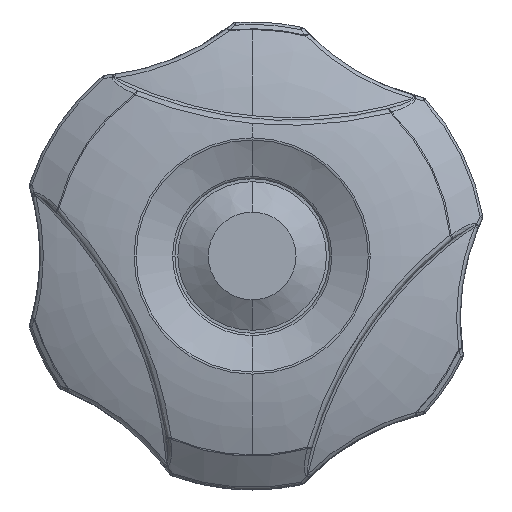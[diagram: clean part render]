
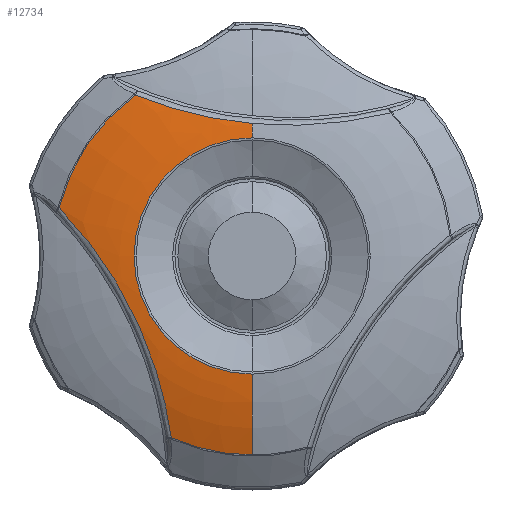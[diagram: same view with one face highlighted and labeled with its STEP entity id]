
A CAD part, left-side view. The second image highlights one B-rep face of the part: STEP entity #12734.
In plain terms, the highlighted toroidal (fillet/blend) face has major radius 6.511 mm and minor radius 30.6 mm.
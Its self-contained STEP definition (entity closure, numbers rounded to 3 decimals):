
#184 = DIRECTION ( 'NONE',  ( 0., -1., 0. ) ) ;
#426 = CARTESIAN_POINT ( 'NONE',  ( -21.593, 0., 0. ) ) ;
#459 = CARTESIAN_POINT ( 'NONE',  ( -19.949, 0., -17.001 ) ) ;
#768 = CARTESIAN_POINT ( 'NONE',  ( -20.997, 13.518, 0.62 ) ) ;
#864 = CARTESIAN_POINT ( 'NONE',  ( -21.405, 10.996, -3.279 ) ) ;
#1115 = VERTEX_POINT ( 'NONE', #13720 ) ;
#1140 = CARTESIAN_POINT ( 'NONE',  ( -21.377, 1.728, 11.512 ) ) ;
#1294 = DIRECTION ( 'NONE',  ( 0., 0., -1. ) ) ;
#1646 = CARTESIAN_POINT ( 'NONE',  ( 8.796, 0., 6.511 ) ) ;
#1702 = AXIS2_PLACEMENT_3D ( 'NONE', #17947, #4369, #1889 ) ;
#1776 = VERTEX_POINT ( 'NONE', #12196 ) ;
#1889 = DIRECTION ( 'NONE',  ( 0., 0., 1. ) ) ;
#2251 = ORIENTED_EDGE ( 'NONE', *, *, #11690, .T. ) ;
#2324 = CARTESIAN_POINT ( 'NONE',  ( -21.429, 10.555, -4.096 ) ) ;
#2481 = AXIS2_PLACEMENT_3D ( 'NONE', #426, #9267, #4733 ) ;
#2564 = CARTESIAN_POINT ( 'NONE',  ( -21.424, 0., 11.318 ) ) ;
#2565 = ORIENTED_EDGE ( 'NONE', *, *, #8965, .T. ) ;
#2661 = CARTESIAN_POINT ( 'NONE',  ( -20.429, 8.417, 13.15 ) ) ;
#2884 = CARTESIAN_POINT ( 'NONE',  ( -21.593, 0., 10.093 ) ) ;
#2917 = VERTEX_POINT ( 'NONE', #2884 ) ;
#2977 = DIRECTION ( 'NONE',  ( 1., 0., 0. ) ) ;
#3090 = EDGE_CURVE ( 'NONE', #14784, #3282, #5748, .T. ) ;
#3282 = VERTEX_POINT ( 'NONE', #7170 ) ;
#3523 = CARTESIAN_POINT ( 'NONE',  ( -19.949, 0., 0. ) ) ;
#3612 = VERTEX_POINT ( 'NONE', #12879 ) ;
#3983 = EDGE_CURVE ( 'NONE', #18329, #5903, #8233, .T. ) ;
#4369 = DIRECTION ( 'NONE',  ( -1., 0., 0. ) ) ;
#4733 = DIRECTION ( 'NONE',  ( 0., -1., 0. ) ) ;
#4785 = CARTESIAN_POINT ( 'NONE',  ( -20.229, 15.869, 3.464 ) ) ;
#4924 = CIRCLE ( 'NONE', #15694, 30.6 ) ;
#5019 = CARTESIAN_POINT ( 'NONE',  ( -19.949, 0., 0. ) ) ;
#5410 = ORIENTED_EDGE ( 'NONE', *, *, #7316, .F. ) ;
#5412 = AXIS2_PLACEMENT_3D ( 'NONE', #11718, #7125, #15873 ) ;
#5748 = CIRCLE ( 'NONE', #5412, 10.093 ) ;
#5811 = EDGE_CURVE ( 'NONE', #1776, #1115, #9676, .T. ) ;
#5838 = ORIENTED_EDGE ( 'NONE', *, *, #3983, .F. ) ;
#5903 = VERTEX_POINT ( 'NONE', #8409 ) ;
#5960 = CARTESIAN_POINT ( 'NONE',  ( -21.593, 0., -10.093 ) ) ;
#6440 = DIRECTION ( 'NONE',  ( 1., 0., 0. ) ) ;
#6572 = ORIENTED_EDGE ( 'NONE', *, *, #18161, .T. ) ;
#6748 = CARTESIAN_POINT ( 'NONE',  ( -21.304, 8.676, -8.378 ) ) ;
#6869 = EDGE_CURVE ( 'NONE', #18329, #14784, #12892, .T. ) ;
#7108 = ORIENTED_EDGE ( 'NONE', *, *, #5811, .T. ) ;
#7125 = DIRECTION ( 'NONE',  ( 1., 0., 0. ) ) ;
#7170 = CARTESIAN_POINT ( 'NONE',  ( -21.593, 10.093, 0. ) ) ;
#7316 = EDGE_CURVE ( 'NONE', #3612, #2917, #4924, .T. ) ;
#7460 = CARTESIAN_POINT ( 'NONE',  ( 8.796, 0., -6.511 ) ) ;
#7804 = CARTESIAN_POINT ( 'NONE',  ( -20.463, 7.203, -13.735 ) ) ;
#7861 = B_SPLINE_CURVE_WITH_KNOTS ( 'NONE', 3,
 ( #9424, #4785, #8082, #7897, #768, #7994, #9322, #864, #2324, #12478, #15181, #6748, #8186, #10659, #16544, #7804, #13636, #9234 ),
 .UNSPECIFIED., .F., .F.,
 ( 4, 2, 2, 2, 2, 2, 2, 2, 4 ),
 ( 0., 0.003, 0.006, 0.008, 0.011, 0.014, 0.017, 0.02, 0.023 ),
 .UNSPECIFIED. ) ;
#7897 = CARTESIAN_POINT ( 'NONE',  ( -20.846, 14.087, 1.364 ) ) ;
#7994 = CARTESIAN_POINT ( 'NONE',  ( -21.225, 12.446, -0.901 ) ) ;
#8082 = CARTESIAN_POINT ( 'NONE',  ( -20.462, 15.261, 2.784 ) ) ;
#8144 = TOROIDAL_SURFACE ( 'NONE', #1702, 6.511, 30.6 ) ;
#8186 = CARTESIAN_POINT ( 'NONE',  ( -21.224, 8.369, -9.265 ) ) ;
#8233 = CIRCLE ( 'NONE', #9748, 17.001 ) ;
#8409 = CARTESIAN_POINT ( 'NONE',  ( -19.949, 6.914, -15.532 ) ) ;
#8642 = CARTESIAN_POINT ( 'NONE',  ( -19.949, 9.994, 13.753 ) ) ;
#8965 = EDGE_CURVE ( 'NONE', #3612, #1776, #19055, .T. ) ;
#9234 = CARTESIAN_POINT ( 'NONE',  ( -19.949, 6.914, -15.532 ) ) ;
#9267 = DIRECTION ( 'NONE',  ( 1., 0., 0. ) ) ;
#9322 = CARTESIAN_POINT ( 'NONE',  ( -21.304, 11.942, -1.681 ) ) ;
#9424 = CARTESIAN_POINT ( 'NONE',  ( -19.949, 16.495, 4.114 ) ) ;
#9676 = CIRCLE ( 'NONE', #12731, 17.001 ) ;
#9748 = AXIS2_PLACEMENT_3D ( 'NONE', #3523, #6440, #184 ) ;
#10659 = CARTESIAN_POINT ( 'NONE',  ( -20.996, 7.831, -11.044 ) ) ;
#11690 = EDGE_CURVE ( 'NONE', #3282, #2917, #16594, .T. ) ;
#11718 = CARTESIAN_POINT ( 'NONE',  ( -21.593, 0., 0. ) ) ;
#11765 = DIRECTION ( 'NONE',  ( 0., 1., 0. ) ) ;
#11974 = AXIS2_PLACEMENT_3D ( 'NONE', #7460, #11765, #17650 ) ;
#12196 = CARTESIAN_POINT ( 'NONE',  ( -19.949, 9.994, 13.753 ) ) ;
#12478 = CARTESIAN_POINT ( 'NONE',  ( -21.43, 9.737, -5.77 ) ) ;
#12638 = CARTESIAN_POINT ( 'NONE',  ( -21.259, 3.448, 11.803 ) ) ;
#12731 = AXIS2_PLACEMENT_3D ( 'NONE', #5019, #14430, #1294 ) ;
#12734 = ADVANCED_FACE ( 'NONE', ( #19032 ), #8144, .T. ) ;
#12879 = CARTESIAN_POINT ( 'NONE',  ( -21.424, 0., 11.318 ) ) ;
#12892 = CIRCLE ( 'NONE', #11974, 30.6 ) ;
#13636 = CARTESIAN_POINT ( 'NONE',  ( -20.228, 7.04, -14.638 ) ) ;
#13720 = CARTESIAN_POINT ( 'NONE',  ( -19.949, 16.495, 4.114 ) ) ;
#14368 = CARTESIAN_POINT ( 'NONE',  ( -20.208, 9.217, 13.441 ) ) ;
#14430 = DIRECTION ( 'NONE',  ( -1., 0., 0. ) ) ;
#14600 = DIRECTION ( 'NONE',  ( 0., -1., 0. ) ) ;
#14784 = VERTEX_POINT ( 'NONE', #5960 ) ;
#14958 = ORIENTED_EDGE ( 'NONE', *, *, #3090, .T. ) ;
#15181 = CARTESIAN_POINT ( 'NONE',  ( -21.406, 9.361, -6.626 ) ) ;
#15286 = ORIENTED_EDGE ( 'NONE', *, *, #6869, .T. ) ;
#15545 = CARTESIAN_POINT ( 'NONE',  ( -21.411, 0.863, 11.398 ) ) ;
#15694 = AXIS2_PLACEMENT_3D ( 'NONE', #1646, #14600, #2977 ) ;
#15844 = CARTESIAN_POINT ( 'NONE',  ( -20.796, 6.794, 12.626 ) ) ;
#15873 = DIRECTION ( 'NONE',  ( 0., -1., 0. ) ) ;
#16544 = CARTESIAN_POINT ( 'NONE',  ( -20.846, 7.598, -11.939 ) ) ;
#16594 = CIRCLE ( 'NONE', #2481, 10.093 ) ;
#17650 = DIRECTION ( 'NONE',  ( 0., 0., 1. ) ) ;
#17947 = CARTESIAN_POINT ( 'NONE',  ( 8.796, 0., 0. ) ) ;
#18161 = EDGE_CURVE ( 'NONE', #1115, #5903, #7861, .T. ) ;
#18329 = VERTEX_POINT ( 'NONE', #459 ) ;
#18507 = EDGE_LOOP ( 'NONE', ( #5838, #15286, #14958, #2251, #5410, #2565, #7108, #6572 ) ) ;
#18536 = CARTESIAN_POINT ( 'NONE',  ( -21.174, 4.297, 11.98 ) ) ;
#18725 = CARTESIAN_POINT ( 'NONE',  ( -20.943, 5.97, 12.391 ) ) ;
#19032 = FACE_OUTER_BOUND ( 'NONE', #18507, .T. ) ;
#19055 = B_SPLINE_CURVE_WITH_KNOTS ( 'NONE', 3,
 ( #2564, #15545, #1140, #12638, #18536, #18725, #15844, #2661, #14368, #8642 ),
 .UNSPECIFIED., .F., .F.,
 ( 4, 2, 2, 2, 4 ),
 ( 0.012, 0.015, 0.017, 0.02, 0.023 ),
 .UNSPECIFIED. ) ;
